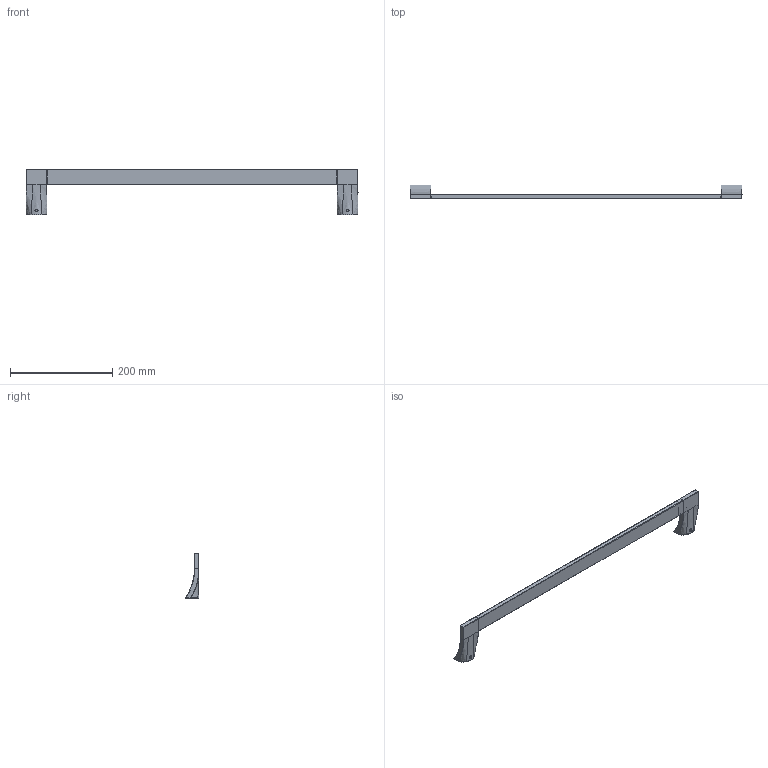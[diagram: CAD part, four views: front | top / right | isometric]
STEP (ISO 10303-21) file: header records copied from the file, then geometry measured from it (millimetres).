
FILE_DESCRIPTION((''),'2;1');
FILE_NAME('37-02_ASM','2012-01-30T',('ravindrashirol'),(''),'PRO/ENGINEER BY PARAMETRIC TECHNOLOGY CORPORATION, 2009300','PRO/ENGINEER BY PARAMETRIC TECHNOLOGY CORPORATION, 2009300','');
FILE_SCHEMA(('CONFIG_CONTROL_DESIGN'));
Length unit declared in the file: inch
Products named in the file (11): 40412; 40413; 92437; 92495; 40415; 40414; 7-692_ASM; 92454; 92001; 91527; 37-02_ASM
Assembly tree (20 placements, depth 3):
  37-02_ASM
    40412
    40413
    92437  x2
    92495  x2
    7-692_ASM
      40415
      40414  x2
    92454  x4
    92001  x2
    91527  x4
Bounding box: 650.75 x 27.43 x 89.28 mm (x, y, z)
Volume: 148592.1 mm3; surface area: 203565 mm2
Topology: 19 solids, 28 shells, 1311 faces, 3230 edges, 1968 vertices
Faces by surface type: cylinder 432, bspline 342, plane 237, cone 220, torus 44, sphere 36
Entity records: 56894 total; most frequent: CARTESIAN_POINT 37688, ORIENTED_EDGE 4454, DIRECTION 3001, EDGE_CURVE 2263, VERTEX_POINT 1388, AXIS2_PLACEMENT_3D 1115, B_SPLINE_CURVE_WITH_KNOTS 1028, EDGE_LOOP 950
